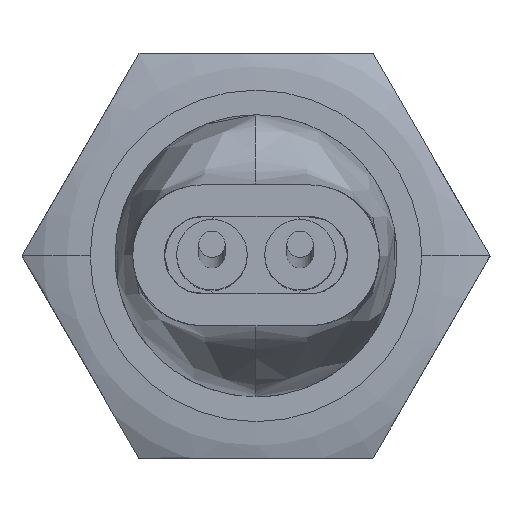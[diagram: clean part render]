
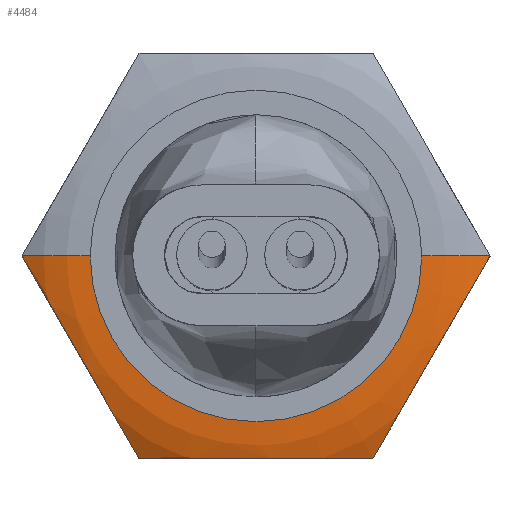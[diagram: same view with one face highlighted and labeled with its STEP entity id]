
A CAD part, top view. The second image highlights one B-rep face of the part: STEP entity #4484.
In plain terms, the highlighted toroidal (fillet/blend) face has major radius 9.406 mm and minor radius 8 mm.
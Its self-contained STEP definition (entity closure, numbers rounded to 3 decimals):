
#628 = CARTESIAN_POINT ( 'NONE',  ( 6.64, -11.5, 93. ) ) ;
#1260 = DIRECTION ( 'NONE',  ( 0., 0., -1. ) ) ;
#1642 = CARTESIAN_POINT ( 'NONE',  ( 12.737, -0.939, 93.3 ) ) ;
#1714 = CARTESIAN_POINT ( 'NONE',  ( -12.183, -1.898, 93.471 ) ) ;
#2059 = ORIENTED_EDGE ( 'NONE', *, *, #8531, .F. ) ;
#2243 = CARTESIAN_POINT ( 'NONE',  ( -1.143, -11.5, 93.72 ) ) ;
#2962 = B_SPLINE_CURVE_WITH_KNOTS ( 'NONE', 3,
 ( #10634, #8955, #20061, #12335, #2243, #14019, #3945, #15716, #5636, #17408, #7337, #19101, #9026, #20793, #10706, #628 ),
 .UNSPECIFIED., .F., .F.,
 ( 4, 2, 2, 2, 2, 2, 2, 4 ),
 ( 0.061, 0.064, 0.067, 0.068, 0.069, 0.071, 0.073, 0.074 ),
 .UNSPECIFIED. ) ;
#3087 = CIRCLE ( 'NONE', #14184, 8. ) ;
#3417 = CARTESIAN_POINT ( 'NONE',  ( -10.52, -4.778, 93.721 ) ) ;
#3754 = AXIS2_PLACEMENT_3D ( 'NONE', #16902, #6824, #18600 ) ;
#3945 = CARTESIAN_POINT ( 'NONE',  ( 0.535, -11.5, 93.719 ) ) ;
#4010 = EDGE_CURVE ( 'NONE', #4848, #21546, #16479, .T. ) ;
#4484 = ADVANCED_FACE ( 'NONE', ( #7538 ), #17068, .T. ) ;
#4545 = EDGE_CURVE ( 'NONE', #15141, #11814, #2962, .T. ) ;
#4848 = VERTEX_POINT ( 'NONE', #12477 ) ;
#4882 = CARTESIAN_POINT ( 'NONE',  ( 6.64, -11.5, 93. ) ) ;
#4959 = CARTESIAN_POINT ( 'NONE',  ( 7.185, -10.556, 93.302 ) ) ;
#5108 = CARTESIAN_POINT ( 'NONE',  ( -8.843, -7.683, 93.681 ) ) ;
#5382 = ORIENTED_EDGE ( 'NONE', *, *, #7110, .T. ) ;
#5443 = ORIENTED_EDGE ( 'NONE', *, *, #4545, .T. ) ;
#5636 = CARTESIAN_POINT ( 'NONE',  ( 1.376, -11.5, 93.699 ) ) ;
#6796 = CARTESIAN_POINT ( 'NONE',  ( -7.182, -10.561, 93.3 ) ) ;
#6810 = DIRECTION ( 'NONE',  ( 0., 0., 1. ) ) ;
#6824 = DIRECTION ( 'NONE',  ( 0., 1., 0. ) ) ;
#7110 = EDGE_CURVE ( 'NONE', #19638, #14949, #3087, .T. ) ;
#7260 = DIRECTION ( 'NONE',  ( 1., 0., 0. ) ) ;
#7337 = CARTESIAN_POINT ( 'NONE',  ( 2.773, -11.5, 93.63 ) ) ;
#7538 = FACE_OUTER_BOUND ( 'NONE', #20147, .T. ) ;
#7969 = CARTESIAN_POINT ( 'NONE',  ( 9.406, 0., 94. ) ) ;
#8349 = CARTESIAN_POINT ( 'NONE',  ( 8.842, -7.685, 93.681 ) ) ;
#8480 = B_SPLINE_CURVE_WITH_KNOTS ( 'NONE', 3,
 ( #11654, #15031, #1714, #13496, #3417, #15177, #5108, #16875, #6796, #18572 ),
 .UNSPECIFIED., .F., .F.,
 ( 4, 2, 2, 2, 4 ),
 ( 0., 0.003, 0.007, 0.01, 0.013 ),
 .UNSPECIFIED. ) ;
#8531 = EDGE_CURVE ( 'NONE', #21546, #14949, #16068, .T. ) ;
#8884 = CARTESIAN_POINT ( 'NONE',  ( 0., 0., 86. ) ) ;
#8955 = CARTESIAN_POINT ( 'NONE',  ( -5.559, -11.5, 93.299 ) ) ;
#9026 = CARTESIAN_POINT ( 'NONE',  ( 4.44, -11.5, 93.455 ) ) ;
#10034 = CARTESIAN_POINT ( 'NONE',  ( 10.514, -4.789, 93.721 ) ) ;
#10386 = AXIS2_PLACEMENT_3D ( 'NONE', #16888, #6810, #18586 ) ;
#10634 = CARTESIAN_POINT ( 'NONE',  ( -6.64, -11.5, 93. ) ) ;
#10706 = CARTESIAN_POINT ( 'NONE',  ( 6.096, -11.5, 93.15 ) ) ;
#11348 = DIRECTION ( 'NONE',  ( 0., -1., 0. ) ) ;
#11646 = AXIS2_PLACEMENT_3D ( 'NONE', #8884, #17337, #7260 ) ;
#11654 = CARTESIAN_POINT ( 'NONE',  ( -13.279, 0., 93. ) ) ;
#11728 = CARTESIAN_POINT ( 'NONE',  ( 12.186, -1.893, 93.471 ) ) ;
#11814 = VERTEX_POINT ( 'NONE', #4882 ) ;
#11821 = CARTESIAN_POINT ( 'NONE',  ( -9.406, 0., 94. ) ) ;
#12048 = EDGE_CURVE ( 'NONE', #11814, #19638, #17911, .T. ) ;
#12169 = EDGE_CURVE ( 'NONE', #4848, #15141, #8480, .T. ) ;
#12335 = CARTESIAN_POINT ( 'NONE',  ( -2.254, -11.5, 93.68 ) ) ;
#12477 = CARTESIAN_POINT ( 'NONE',  ( -13.279, 0., 93. ) ) ;
#13424 = CARTESIAN_POINT ( 'NONE',  ( 13.279, 0., 93. ) ) ;
#13496 = CARTESIAN_POINT ( 'NONE',  ( -11.076, -3.815, 93.681 ) ) ;
#14019 = CARTESIAN_POINT ( 'NONE',  ( 0.253, -11.5, 93.721 ) ) ;
#14184 = AXIS2_PLACEMENT_3D ( 'NONE', #21424, #11348, #1260 ) ;
#14949 = VERTEX_POINT ( 'NONE', #7969 ) ;
#15031 = CARTESIAN_POINT ( 'NONE',  ( -12.734, -0.944, 93.302 ) ) ;
#15141 = VERTEX_POINT ( 'NONE', #21646 ) ;
#15177 = CARTESIAN_POINT ( 'NONE',  ( -9.405, -6.711, 93.721 ) ) ;
#15716 = CARTESIAN_POINT ( 'NONE',  ( 1.096, -11.5, 93.708 ) ) ;
#16068 = CIRCLE ( 'NONE', #10386, 9.406 ) ;
#16479 = CIRCLE ( 'NONE', #3754, 8. ) ;
#16726 = CARTESIAN_POINT ( 'NONE',  ( 6.64, -11.5, 93. ) ) ;
#16875 = CARTESIAN_POINT ( 'NONE',  ( -7.733, -9.607, 93.471 ) ) ;
#16888 = CARTESIAN_POINT ( 'NONE',  ( 0., 0., 94. ) ) ;
#16902 = CARTESIAN_POINT ( 'NONE',  ( -9.406, 0., 86. ) ) ;
#17068 = TOROIDAL_SURFACE ( 'NONE', #11646, 9.406, 8. ) ;
#17337 = DIRECTION ( 'NONE',  ( 0., 0., 1. ) ) ;
#17408 = CARTESIAN_POINT ( 'NONE',  ( 2.215, -11.5, 93.665 ) ) ;
#17911 = B_SPLINE_CURVE_WITH_KNOTS ( 'NONE', 3,
 ( #16726, #4959, #18427, #8349, #20109, #10034, #21809, #11728, #1642, #13424 ),
 .UNSPECIFIED., .F., .F.,
 ( 4, 2, 2, 2, 4 ),
 ( 0., 0.003, 0.007, 0.01, 0.013 ),
 .UNSPECIFIED. ) ;
#18427 = CARTESIAN_POINT ( 'NONE',  ( 7.735, -9.602, 93.471 ) ) ;
#18570 = ORIENTED_EDGE ( 'NONE', *, *, #12169, .T. ) ;
#18572 = CARTESIAN_POINT ( 'NONE',  ( -6.64, -11.5, 93. ) ) ;
#18586 = DIRECTION ( 'NONE',  ( 1., 0., 0. ) ) ;
#18600 = DIRECTION ( 'NONE',  ( -1., 0., 0. ) ) ;
#19101 = CARTESIAN_POINT ( 'NONE',  ( 3.885, -11.5, 93.525 ) ) ;
#19270 = CARTESIAN_POINT ( 'NONE',  ( 13.279, 0., 93. ) ) ;
#19638 = VERTEX_POINT ( 'NONE', #19270 ) ;
#20061 = CARTESIAN_POINT ( 'NONE',  ( -4.462, -11.5, 93.469 ) ) ;
#20109 = CARTESIAN_POINT ( 'NONE',  ( 9.398, -6.722, 93.721 ) ) ;
#20147 = EDGE_LOOP ( 'NONE', ( #21405, #18570, #5443, #21086, #5382, #2059 ) ) ;
#20793 = CARTESIAN_POINT ( 'NONE',  ( 5.544, -11.5, 93.268 ) ) ;
#21086 = ORIENTED_EDGE ( 'NONE', *, *, #12048, .T. ) ;
#21405 = ORIENTED_EDGE ( 'NONE', *, *, #4010, .F. ) ;
#21424 = CARTESIAN_POINT ( 'NONE',  ( 9.406, 0., 86. ) ) ;
#21546 = VERTEX_POINT ( 'NONE', #11821 ) ;
#21646 = CARTESIAN_POINT ( 'NONE',  ( -6.64, -11.5, 93. ) ) ;
#21809 = CARTESIAN_POINT ( 'NONE',  ( 11.075, -3.817, 93.681 ) ) ;
